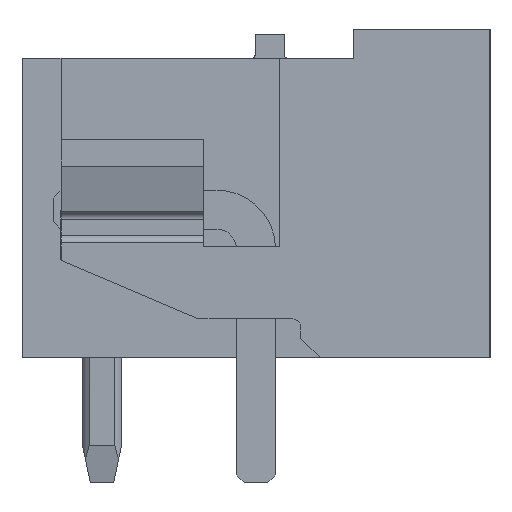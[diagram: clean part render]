
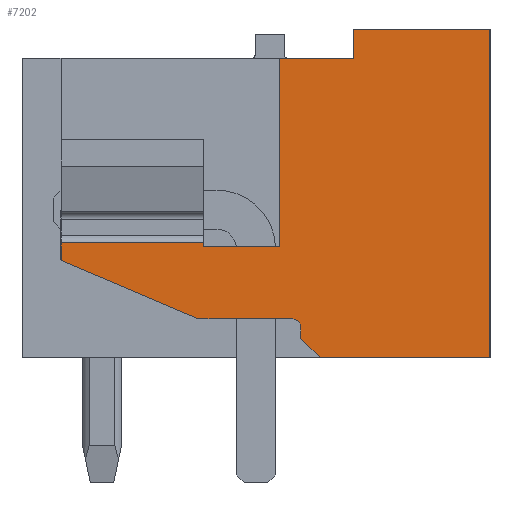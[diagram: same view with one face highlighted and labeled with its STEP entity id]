
A CAD part, left-side view. The second image highlights one B-rep face of the part: STEP entity #7202.
In plain terms, the highlighted planar face has unit normal (-1, 0, 0).
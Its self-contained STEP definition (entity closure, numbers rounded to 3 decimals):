
#6946=AXIS2_PLACEMENT_3D('Circle Axis2P3D',#6944,#6945,$) ;
#7173=AXIS2_PLACEMENT_3D('Plane Axis2P3D',#7170,#7171,#7172) ;
#269=CARTESIAN_POINT('Vertex',(0.,3.5,11.63)) ;
#272=CARTESIAN_POINT('Line Origine',(0.,1.75,11.63)) ;
#276=CARTESIAN_POINT('Vertex',(0.,0.,11.63)) ;
#775=CARTESIAN_POINT('Vertex',(0.,5.4,10.88)) ;
#778=CARTESIAN_POINT('Line Origine',(0.,4.45,10.88)) ;
#782=CARTESIAN_POINT('Vertex',(0.,3.5,10.88)) ;
#1094=CARTESIAN_POINT('Vertex',(0.,0.,3.2)) ;
#1097=CARTESIAN_POINT('Line Origine',(0.,2.177,3.2)) ;
#1101=CARTESIAN_POINT('Vertex',(0.,4.354,3.2)) ;
#3378=CARTESIAN_POINT('Line Origine',(0.,0.,7.415)) ;
#6494=CARTESIAN_POINT('Vertex',(0.,7.35,6.15)) ;
#6497=CARTESIAN_POINT('Line Origine',(0.,7.35,6.1)) ;
#6501=CARTESIAN_POINT('Vertex',(0.,7.35,6.05)) ;
#6608=CARTESIAN_POINT('Line Origine',(0.,9.175,6.15)) ;
#6612=CARTESIAN_POINT('Vertex',(0.,11.,6.15)) ;
#6834=CARTESIAN_POINT('Vertex',(0.,7.464,4.2)) ;
#6839=CARTESIAN_POINT('Line Origine',(0.,9.232,4.95)) ;
#6843=CARTESIAN_POINT('Vertex',(0.,11.,5.7)) ;
#6874=CARTESIAN_POINT('Vertex',(0.,5.054,4.2)) ;
#6879=CARTESIAN_POINT('Line Origine',(0.,6.259,4.2)) ;
#6939=CARTESIAN_POINT('Vertex',(0.,4.854,4.)) ;
#6944=CARTESIAN_POINT('Axis2P3D Location',(0.,5.054,4.)) ;
#6970=CARTESIAN_POINT('Vertex',(0.,4.854,3.7)) ;
#6975=CARTESIAN_POINT('Line Origine',(0.,4.854,3.85)) ;
#6997=CARTESIAN_POINT('Line Origine',(0.,4.604,3.45)) ;
#7023=CARTESIAN_POINT('Vertex',(0.,5.4,6.05)) ;
#7028=CARTESIAN_POINT('Line Origine',(0.,5.4,8.465)) ;
#7078=CARTESIAN_POINT('Line Origine',(0.,6.375,6.05)) ;
#7170=CARTESIAN_POINT('Axis2P3D Location',(0.,0.,0.)) ;
#7175=CARTESIAN_POINT('Line Origine',(0.,11.,5.925)) ;
#7180=CARTESIAN_POINT('Line Origine',(0.,3.5,11.255)) ;
#273=DIRECTION('Vector Direction',(0.,-1.,0.)) ;
#779=DIRECTION('Vector Direction',(0.,1.,0.)) ;
#1098=DIRECTION('Vector Direction',(0.,1.,0.)) ;
#3379=DIRECTION('Vector Direction',(0.,0.,-1.)) ;
#6498=DIRECTION('Vector Direction',(0.,0.,1.)) ;
#6609=DIRECTION('Vector Direction',(0.,1.,0.)) ;
#6840=DIRECTION('Vector Direction',(0.,-0.921,-0.391)) ;
#6880=DIRECTION('Vector Direction',(0.,-1.,0.)) ;
#6945=DIRECTION('Axis2P3D Direction',(-1.,0.,0.)) ;
#6976=DIRECTION('Vector Direction',(0.,0.,-1.)) ;
#6998=DIRECTION('Vector Direction',(0.,-0.707,-0.707)) ;
#7029=DIRECTION('Vector Direction',(0.,0.,1.)) ;
#7079=DIRECTION('Vector Direction',(0.,1.,0.)) ;
#7171=DIRECTION('Axis2P3D Direction',(-1.,0.,0.)) ;
#7172=DIRECTION('Axis2P3D XDirection',(0.,-1.,0.)) ;
#7176=DIRECTION('Vector Direction',(0.,0.,-1.)) ;
#7181=DIRECTION('Vector Direction',(0.,0.,1.)) ;
#274=VECTOR('Line Direction',#273,1.) ;
#780=VECTOR('Line Direction',#779,1.) ;
#1099=VECTOR('Line Direction',#1098,1.) ;
#3380=VECTOR('Line Direction',#3379,1.) ;
#6499=VECTOR('Line Direction',#6498,1.) ;
#6610=VECTOR('Line Direction',#6609,1.) ;
#6841=VECTOR('Line Direction',#6840,1.) ;
#6881=VECTOR('Line Direction',#6880,1.) ;
#6977=VECTOR('Line Direction',#6976,1.) ;
#6999=VECTOR('Line Direction',#6998,1.) ;
#7030=VECTOR('Line Direction',#7029,1.) ;
#7080=VECTOR('Line Direction',#7079,1.) ;
#7177=VECTOR('Line Direction',#7176,1.) ;
#7182=VECTOR('Line Direction',#7181,1.) ;
#7186=ORIENTED_EDGE('',*,*,#6503,.T.) ;
#7187=ORIENTED_EDGE('',*,*,#6614,.T.) ;
#7188=ORIENTED_EDGE('',*,*,#7179,.F.) ;
#7189=ORIENTED_EDGE('',*,*,#6845,.F.) ;
#7190=ORIENTED_EDGE('',*,*,#6883,.F.) ;
#7191=ORIENTED_EDGE('',*,*,#6948,.F.) ;
#7192=ORIENTED_EDGE('',*,*,#6979,.F.) ;
#7193=ORIENTED_EDGE('',*,*,#7001,.F.) ;
#7194=ORIENTED_EDGE('',*,*,#1103,.T.) ;
#7195=ORIENTED_EDGE('',*,*,#3382,.T.) ;
#7196=ORIENTED_EDGE('',*,*,#278,.T.) ;
#7197=ORIENTED_EDGE('',*,*,#7184,.T.) ;
#7198=ORIENTED_EDGE('',*,*,#784,.T.) ;
#7199=ORIENTED_EDGE('',*,*,#7032,.F.) ;
#7200=ORIENTED_EDGE('',*,*,#7082,.F.) ;
#7202=ADVANCED_FACE('Housing',(#7201),#7174,.T.) ;
#6947=CIRCLE('generated circle',#6946,0.2) ;
#278=EDGE_CURVE('',#277,#270,#275,.F.) ;
#784=EDGE_CURVE('',#783,#776,#781,.T.) ;
#1103=EDGE_CURVE('',#1102,#1095,#1100,.F.) ;
#3382=EDGE_CURVE('',#1095,#277,#3381,.F.) ;
#6503=EDGE_CURVE('',#6502,#6495,#6500,.T.) ;
#6614=EDGE_CURVE('',#6495,#6613,#6611,.T.) ;
#6845=EDGE_CURVE('',#6835,#6844,#6842,.F.) ;
#6883=EDGE_CURVE('',#6875,#6835,#6882,.F.) ;
#6948=EDGE_CURVE('',#6940,#6875,#6947,.T.) ;
#6979=EDGE_CURVE('',#6971,#6940,#6978,.F.) ;
#7001=EDGE_CURVE('',#1102,#6971,#7000,.F.) ;
#7032=EDGE_CURVE('',#7024,#776,#7031,.T.) ;
#7082=EDGE_CURVE('',#6502,#7024,#7081,.F.) ;
#7179=EDGE_CURVE('',#6844,#6613,#7178,.F.) ;
#7184=EDGE_CURVE('',#270,#783,#7183,.F.) ;
#7185=EDGE_LOOP('',(#7186,#7187,#7188,#7189,#7190,#7191,#7192,#7193,#7194,#7195,#7196,#7197,#7198,#7199,#7200)) ;
#7201=FACE_OUTER_BOUND('',#7185,.T.) ;
#275=LINE('Line',#272,#274) ;
#781=LINE('Line',#778,#780) ;
#1100=LINE('Line',#1097,#1099) ;
#3381=LINE('Line',#3378,#3380) ;
#6500=LINE('Line',#6497,#6499) ;
#6611=LINE('Line',#6608,#6610) ;
#6842=LINE('Line',#6839,#6841) ;
#6882=LINE('Line',#6879,#6881) ;
#6978=LINE('Line',#6975,#6977) ;
#7000=LINE('Line',#6997,#6999) ;
#7031=LINE('Line',#7028,#7030) ;
#7081=LINE('Line',#7078,#7080) ;
#7178=LINE('Line',#7175,#7177) ;
#7183=LINE('Line',#7180,#7182) ;
#7174=PLANE('',#7173) ;
#270=VERTEX_POINT('',#269) ;
#277=VERTEX_POINT('',#276) ;
#776=VERTEX_POINT('',#775) ;
#783=VERTEX_POINT('',#782) ;
#1095=VERTEX_POINT('',#1094) ;
#1102=VERTEX_POINT('',#1101) ;
#6495=VERTEX_POINT('',#6494) ;
#6502=VERTEX_POINT('',#6501) ;
#6613=VERTEX_POINT('',#6612) ;
#6835=VERTEX_POINT('',#6834) ;
#6844=VERTEX_POINT('',#6843) ;
#6875=VERTEX_POINT('',#6874) ;
#6940=VERTEX_POINT('',#6939) ;
#6971=VERTEX_POINT('',#6970) ;
#7024=VERTEX_POINT('',#7023) ;
